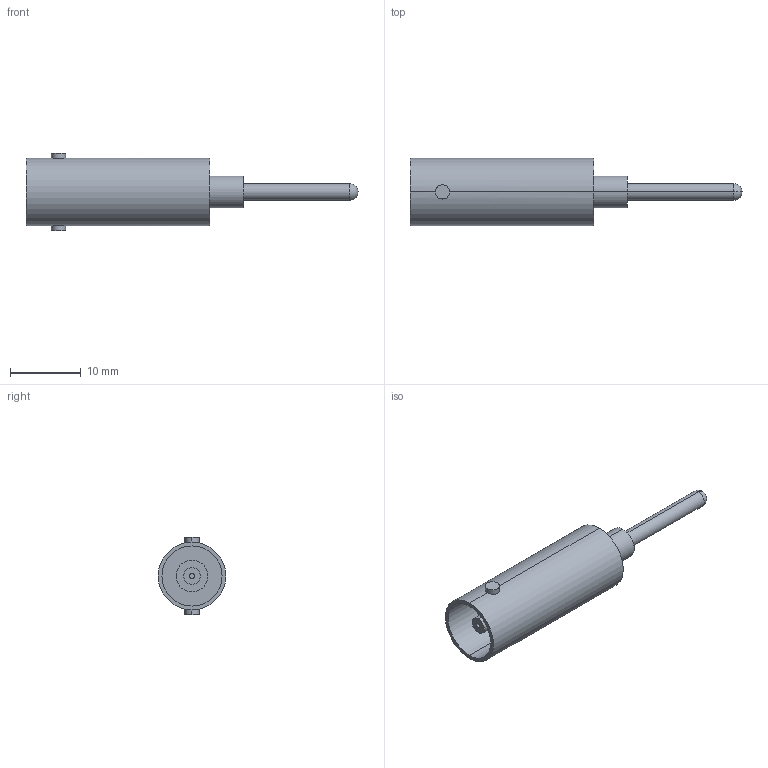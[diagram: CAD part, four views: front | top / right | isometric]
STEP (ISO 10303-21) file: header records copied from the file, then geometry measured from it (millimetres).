
FILE_DESCRIPTION(('STEP AP214'),'1');
FILE_NAME('tmp0.STP',' ',(' '),(' '),'XStep 1.0',' ',' ');
FILE_SCHEMA(('automotive_design'));
Length unit declared in the file: millimetre
Bounding box: 47 x 9.6 x 11 mm (x, y, z)
Volume: 1192 mm3; surface area: 1822.1 mm2
Topology: 1 solids, 1 shells, 32 faces, 68 edges, 43 vertices
Faces by surface type: cylinder 20, plane 10, sphere 2
Entity records: 1202 total; most frequent: CARTESIAN_POINT 212, DIRECTION 164, ORIENTED_EDGE 132, AXIS2_PLACEMENT_3D 71, EDGE_CURVE 66, VERTEX_POINT 43, EDGE_LOOP 39, CIRCLE 38
